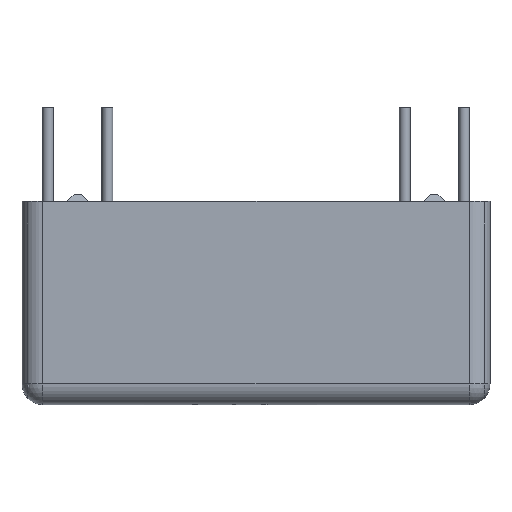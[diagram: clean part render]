
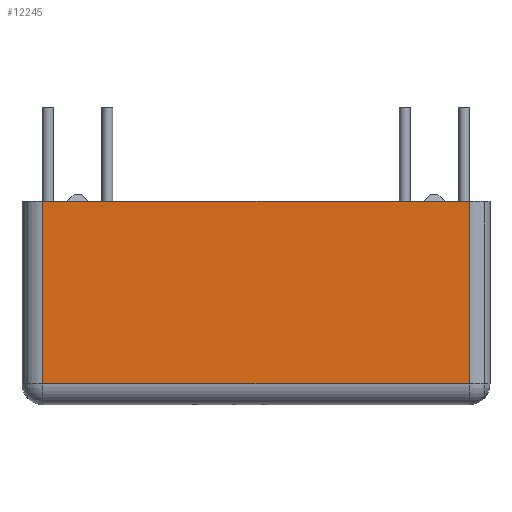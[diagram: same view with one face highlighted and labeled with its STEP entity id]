
A CAD part, front view. The second image highlights one B-rep face of the part: STEP entity #12245.
In plain terms, the highlighted planar face has unit normal (0, -1, 0).
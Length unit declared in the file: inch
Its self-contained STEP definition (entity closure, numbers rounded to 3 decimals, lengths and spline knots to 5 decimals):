
#11393=CARTESIAN_POINT('',(0.3585,-0.098,-0.136));
#11394=VERTEX_POINT('',#11393);
#11402=CARTESIAN_POINT('',(-0.3585,-0.098,-0.136));
#11403=VERTEX_POINT('',#11402);
#11404=CARTESIAN_POINT('',(0.3585,-0.098,-0.136));
#11405=DIRECTION('',(-1.0,0.0,0.0));
#11406=VECTOR('',#11405,0.717);
#11407=LINE('',#11404,#11406);
#11408=EDGE_CURVE('',#11394,#11403,#11407,.T.);
#12057=CARTESIAN_POINT('',(-0.3585,-0.098,0.171));
#12058=VERTEX_POINT('',#12057);
#12075=CARTESIAN_POINT('',(-0.3585,-0.098,-0.136));
#12076=DIRECTION('',(0.0,0.0,1.0));
#12077=VECTOR('',#12076,0.307);
#12078=LINE('',#12075,#12077);
#12079=EDGE_CURVE('',#11403,#12058,#12078,.T.);
#12091=CARTESIAN_POINT('',(0.3585,-0.098,0.171));
#12092=VERTEX_POINT('',#12091);
#12100=CARTESIAN_POINT('',(0.3585,-0.098,0.171));
#12101=DIRECTION('',(0.0,0.0,-1.0));
#12102=VECTOR('',#12101,0.307);
#12103=LINE('',#12100,#12102);
#12104=EDGE_CURVE('',#12092,#11394,#12103,.T.);
#12141=CARTESIAN_POINT('',(-0.3585,-0.098,0.171));
#12142=DIRECTION('',(1.0,0.0,0.0));
#12143=VECTOR('',#12142,0.717);
#12144=LINE('',#12141,#12143);
#12145=EDGE_CURVE('',#12058,#12092,#12144,.T.);
#12234=CARTESIAN_POINT('',(0.0,-0.098,0.0));
#12235=DIRECTION('',(0.0,1.0,0.0));
#12236=DIRECTION('',(0.0,0.0,1.0));
#12237=AXIS2_PLACEMENT_3D('',#12234,#12235,#12236);
#12238=PLANE('',#12237);
#12239=ORIENTED_EDGE('',*,*,#12079,.F.);
#12240=ORIENTED_EDGE('',*,*,#11408,.F.);
#12241=ORIENTED_EDGE('',*,*,#12104,.F.);
#12242=ORIENTED_EDGE('',*,*,#12145,.F.);
#12243=EDGE_LOOP('',(#12239,#12240,#12241,#12242));
#12244=FACE_OUTER_BOUND('',#12243,.T.);
#12245=ADVANCED_FACE('',(#12244),#12238,.F.);
